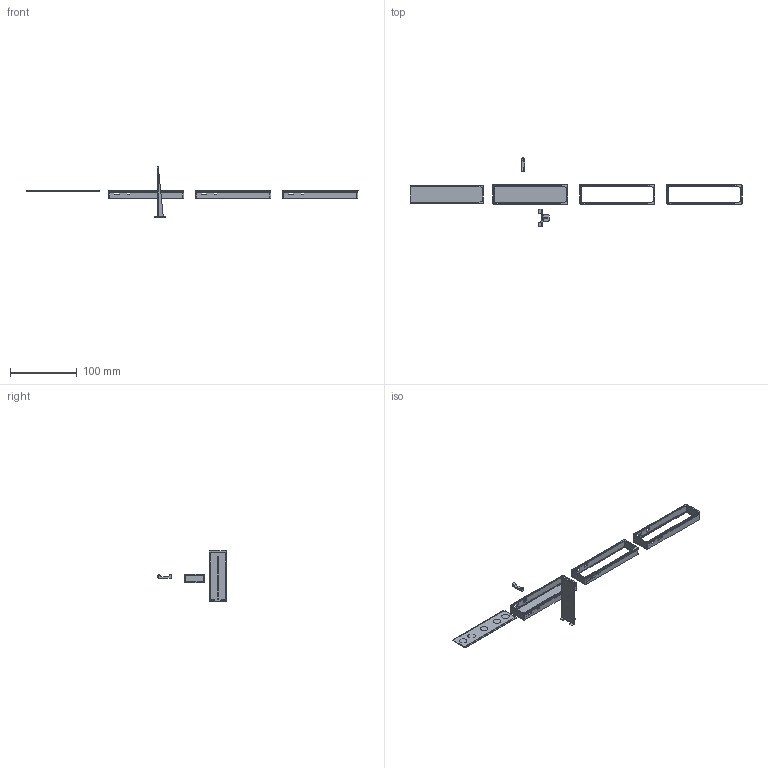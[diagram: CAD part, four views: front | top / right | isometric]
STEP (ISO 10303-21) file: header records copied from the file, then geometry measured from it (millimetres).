
FILE_DESCRIPTION(/* description */ (''),/* implementation_level */ '2;1');
FILE_NAME(/* name */ 'neopixel namebadge v6.step',/* time_stamp */ '2023-03-18T23:45:22-05:00',/* author */ (''),/* organization */ (''),/* preprocessor_version */ 'ST-DEVELOPER v19.2',/* originating_system */ 'Autodesk Translation Framework v11.17.0.187',/* authorisation */ '');
FILE_SCHEMA (('AUTOMOTIVE_DESIGN { 1 0 10303 214 3 1 1 }'));
Length unit declared in the file: millimetre
Products named in the file (2): neopixel namebadge; Component1
Assembly tree (1 placements, depth 2):
  neopixel namebadge
    Component1
Bounding box: 495.91 x 102.6 x 74.7 mm (x, y, z)
Volume: 22264.4 mm3; surface area: 43310.8 mm2
Topology: 6 solids, 6 shells, 515 faces, 1368 edges, 863 vertices
Faces by surface type: plane 364, cylinder 73, bspline 60, cone 12, torus 6
Full cylindrical faces by diameter (mm): 11 x5
Entity records: 16728 total; most frequent: CARTESIAN_POINT 4105, ORIENTED_EDGE 2712, DIRECTION 2393, EDGE_CURVE 1356, LINE 1049, VECTOR 1049, VERTEX_POINT 863, AXIS2_PLACEMENT_3D 672
